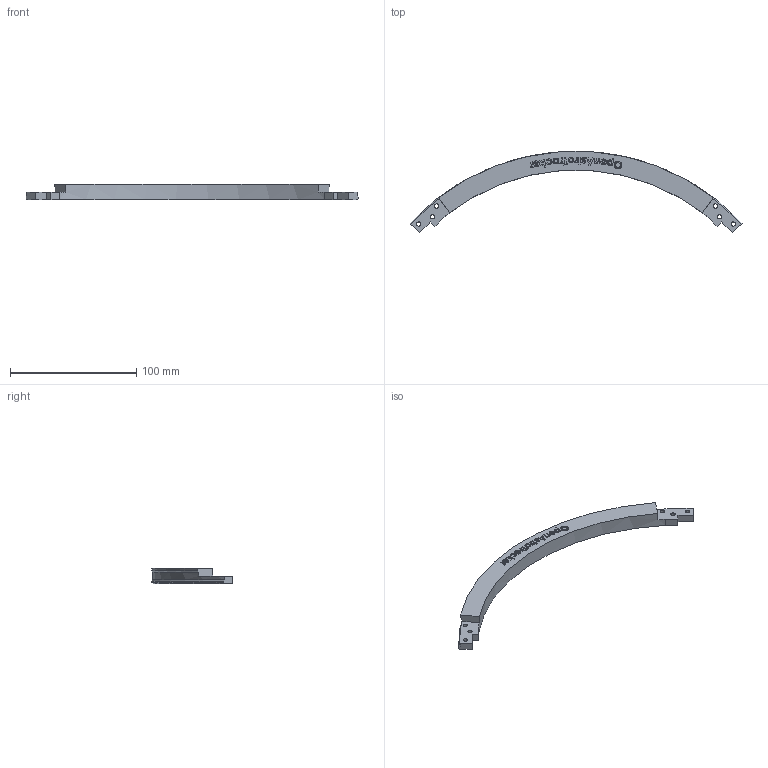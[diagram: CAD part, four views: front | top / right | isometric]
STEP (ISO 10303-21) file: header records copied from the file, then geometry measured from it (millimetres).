
FILE_DESCRIPTION (( 'STEP AP203' ), '1' );
FILE_NAME ('11b_splitring_part2_v2.step', '2020-05-23T22:40:41', ( '' ), ( '' ), 'SwSTEP 2.0', 'SolidWorks 2019', '' );
FILE_SCHEMA (( 'CONFIG_CONTROL_DESIGN' ));
Length unit declared in the file: millimetre
Products named in the file (1): 11b_splitring_part2_v2
Bounding box: 263.04 x 64.66 x 12 mm (x, y, z)
Volume: 42485.9 mm3; surface area: 15362 mm2
Topology: 1 solids, 1 shells, 243 faces, 653 edges, 435 vertices
Faces by surface type: plane 132, bspline 90, cylinder 17, cone 4
Entity records: 12156 total; most frequent: CARTESIAN_POINT 6546, ORIENTED_EDGE 1306, DIRECTION 817, EDGE_CURVE 653, VERTEX_POINT 435, LINE 429, VECTOR 429, EDGE_LOOP 278
